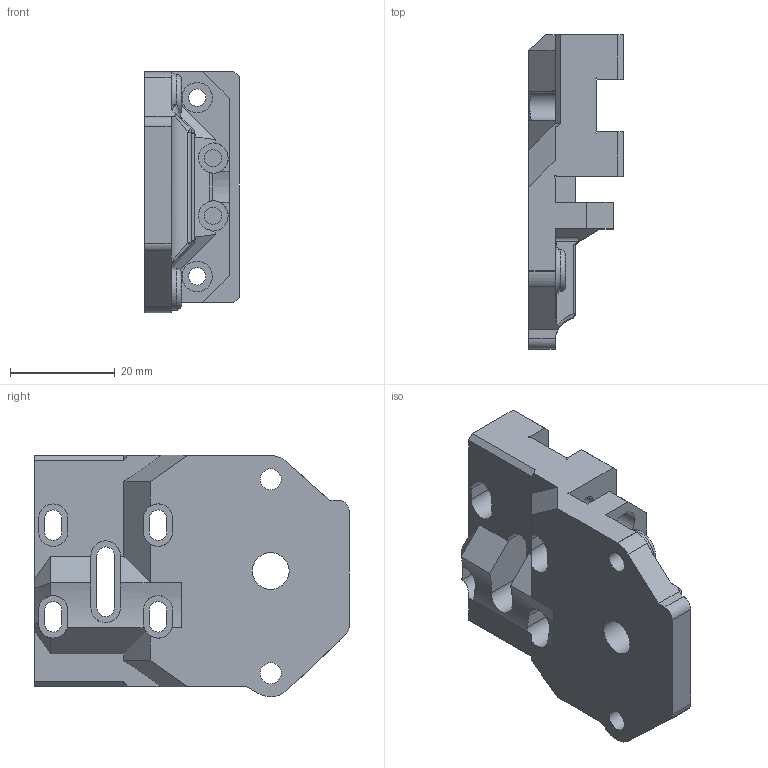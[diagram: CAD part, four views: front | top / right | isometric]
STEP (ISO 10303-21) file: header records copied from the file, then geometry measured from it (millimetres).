
FILE_DESCRIPTION(/* description */ (''),/* implementation_level */ '2;1');
FILE_NAME(/* name */ 'top_orbiter_mgn12.step',/* time_stamp */ '2021-07-13T16:14:10+01:00',/* author */ (''),/* organization */ (''),/* preprocessor_version */ 'ST-DEVELOPER v18.1',/* originating_system */ 'Autodesk Translation Framework v10.9.0.1377',/* authorisation */ '');
FILE_SCHEMA (('AUTOMOTIVE_DESIGN { 1 0 10303 214 3 1 1 }'));
Length unit declared in the file: millimetre
Products named in the file (1): top_orbiter_mgn12
Bounding box: 18 x 59.95 x 46.09 mm (x, y, z)
Volume: 23306.4 mm3; surface area: 11177.5 mm2
Topology: 1 solids, 1 shells, 170 faces, 484 edges, 318 vertices
Faces by surface type: plane 105, cylinder 53, bspline 4, sphere 4, torus 3, cone 1
Full cylindrical faces by diameter (mm): 3.3 x4, 4 x2, 5.8 x4, 7 x1, 8 x1
Entity records: 5876 total; most frequent: CARTESIAN_POINT 1285, ORIENTED_EDGE 968, DIRECTION 932, EDGE_CURVE 484, VERTEX_POINT 318, LINE 312, VECTOR 312, AXIS2_PLACEMENT_3D 310
